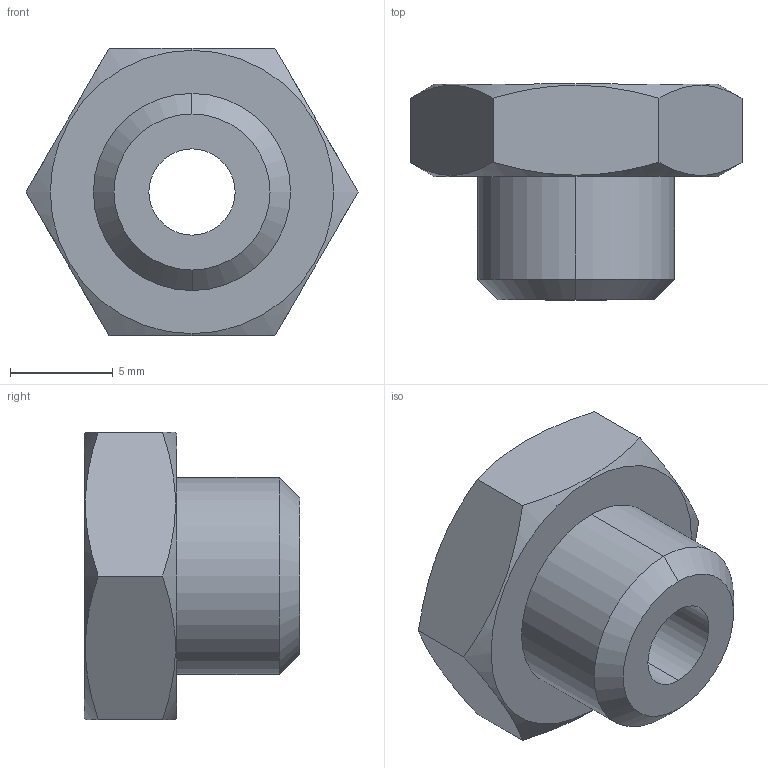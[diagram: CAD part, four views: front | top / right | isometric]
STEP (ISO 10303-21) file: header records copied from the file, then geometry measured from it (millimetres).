
FILE_DESCRIPTION (( 'STEP AP203' ), '1' );
FILE_NAME ('X5050001.STEP', '2011-10-24T16:19:45', ( 'SP' ), ( 'sopra-pneumatic' ), 'SwSTEP 2.0', 'SolidWorks 2011', '' );
FILE_SCHEMA (( 'CONFIG_CONTROL_DESIGN' ));
Length unit declared in the file: millimetre
Products named in the file (1): X5050001
Bounding box: 16.17 x 10.5 x 14 mm (x, y, z)
Volume: 1029.5 mm3; surface area: 807.5 mm2
Topology: 1 solids, 1 shells, 21 faces, 50 edges, 32 vertices
Faces by surface type: plane 9, cone 8, cylinder 4
Entity records: 785 total; most frequent: CARTESIAN_POINT 232, ORIENTED_EDGE 100, DIRECTION 94, EDGE_CURVE 50, AXIS2_PLACEMENT_3D 38, VERTEX_POINT 32, EDGE_LOOP 24, ADVANCED_FACE 21
